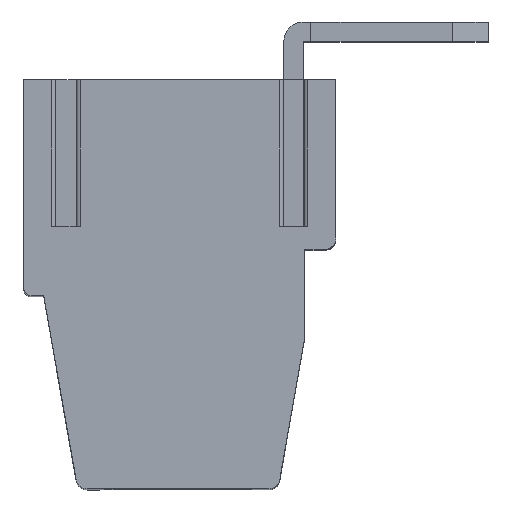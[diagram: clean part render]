
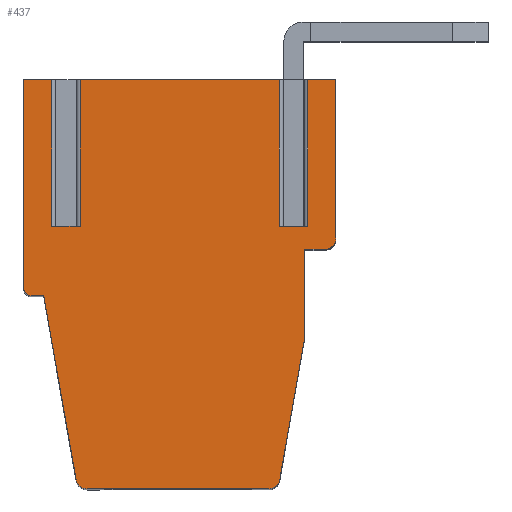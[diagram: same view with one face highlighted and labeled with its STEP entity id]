
A CAD part, top view. The second image highlights one B-rep face of the part: STEP entity #437.
In plain terms, the highlighted planar face has unit normal (0, 0, 1).
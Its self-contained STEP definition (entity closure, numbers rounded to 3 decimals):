
#437 = ADVANCED_FACE( '', ( #1005 ), #1006, .F. );
#1005 = FACE_OUTER_BOUND( '', #1697, .T. );
#1006 = PLANE( '', #1698 );
#1697 = EDGE_LOOP( '', ( #2974, #2975, #2976, #2977, #2978, #2979, #2980, #2981, #2982, #2983, #2984, #2985, #2986, #2987, #2988, #2989, #2990, #2991, #2992, #2993, #2994 ) );
#1698 = AXIS2_PLACEMENT_3D( '', #2995, #2996, #2997 );
#2974 = ORIENTED_EDGE( '', *, *, #4306, .T. );
#2975 = ORIENTED_EDGE( '', *, *, #4724, .T. );
#2976 = ORIENTED_EDGE( '', *, *, #4652, .T. );
#2977 = ORIENTED_EDGE( '', *, *, #4383, .T. );
#2978 = ORIENTED_EDGE( '', *, *, #4297, .T. );
#2979 = ORIENTED_EDGE( '', *, *, #4725, .F. );
#2980 = ORIENTED_EDGE( '', *, *, #4635, .T. );
#2981 = ORIENTED_EDGE( '', *, *, #4486, .T. );
#2982 = ORIENTED_EDGE( '', *, *, #4381, .T. );
#2983 = ORIENTED_EDGE( '', *, *, #4359, .F. );
#2984 = ORIENTED_EDGE( '', *, *, #4403, .T. );
#2985 = ORIENTED_EDGE( '', *, *, #4726, .T. );
#2986 = ORIENTED_EDGE( '', *, *, #4727, .T. );
#2987 = ORIENTED_EDGE( '', *, *, #4728, .T. );
#2988 = ORIENTED_EDGE( '', *, *, #4568, .T. );
#2989 = ORIENTED_EDGE( '', *, *, #4729, .F. );
#2990 = ORIENTED_EDGE( '', *, *, #4730, .F. );
#2991 = ORIENTED_EDGE( '', *, *, #4315, .T. );
#2992 = ORIENTED_EDGE( '', *, *, #4731, .T. );
#2993 = ORIENTED_EDGE( '', *, *, #4732, .T. );
#2994 = ORIENTED_EDGE( '', *, *, #4629, .T. );
#2995 = CARTESIAN_POINT( '', ( 81.952, 1.043, -37.5 ) );
#2996 = DIRECTION( '', ( 0., 0., -1. ) );
#2997 = DIRECTION( '', ( 0., -1., 0. ) );
#4297 = EDGE_CURVE( '', #5203, #5201, #5204, .T. );
#4306 = EDGE_CURVE( '', #5221, #5219, #5222, .T. );
#4315 = EDGE_CURVE( '', #5239, #5237, #5240, .T. );
#4359 = EDGE_CURVE( '', #5319, #5315, #5321, .T. );
#4381 = EDGE_CURVE( '', #5354, #5315, #5357, .T. );
#4383 = EDGE_CURVE( '', #5359, #5203, #5360, .T. );
#4403 = EDGE_CURVE( '', #5319, #5388, #5390, .T. );
#4486 = EDGE_CURVE( '', #5524, #5354, #5528, .T. );
#4568 = EDGE_CURVE( '', #5662, #5659, #5663, .T. );
#4629 = EDGE_CURVE( '', #5755, #5221, #5756, .T. );
#4635 = EDGE_CURVE( '', #5761, #5524, #5765, .T. );
#4652 = EDGE_CURVE( '', #5787, #5359, #5788, .T. );
#4724 = EDGE_CURVE( '', #5219, #5787, #5898, .T. );
#4725 = EDGE_CURVE( '', #5761, #5201, #5899, .T. );
#4726 = EDGE_CURVE( '', #5388, #5900, #5901, .T. );
#4727 = EDGE_CURVE( '', #5900, #5902, #5903, .T. );
#4728 = EDGE_CURVE( '', #5902, #5662, #5904, .T. );
#4729 = EDGE_CURVE( '', #5905, #5659, #5906, .T. );
#4730 = EDGE_CURVE( '', #5239, #5905, #5907, .T. );
#4731 = EDGE_CURVE( '', #5237, #5908, #5909, .T. );
#4732 = EDGE_CURVE( '', #5908, #5755, #5910, .T. );
#5201 = VERTEX_POINT( '', #6525 );
#5203 = VERTEX_POINT( '', #6528 );
#5204 = LINE( '', #6529, #6530 );
#5219 = VERTEX_POINT( '', #6549 );
#5221 = VERTEX_POINT( '', #6551 );
#5222 = LINE( '', #6552, #6553 );
#5237 = VERTEX_POINT( '', #6572 );
#5239 = VERTEX_POINT( '', #6574 );
#5240 = LINE( '', #6575, #6576 );
#5315 = VERTEX_POINT( '', #6678 );
#5319 = VERTEX_POINT( '', #6683 );
#5321 = CIRCLE( '', #6686, 0.298 );
#5354 = VERTEX_POINT( '', #6732 );
#5357 = LINE( '', #6737, #6738 );
#5359 = VERTEX_POINT( '', #6740 );
#5360 = LINE( '', #6741, #6742 );
#5388 = VERTEX_POINT( '', #6782 );
#5390 = LINE( '', #6785, #6786 );
#5524 = VERTEX_POINT( '', #6985 );
#5528 = LINE( '', #6991, #6992 );
#5659 = VERTEX_POINT( '', #7174 );
#5662 = VERTEX_POINT( '', #7178 );
#5663 = LINE( '', #7179, #7180 );
#5755 = VERTEX_POINT( '', #7316 );
#5756 = LINE( '', #7317, #7318 );
#5761 = VERTEX_POINT( '', #7324 );
#5765 = CIRCLE( '', #7329, 0.198 );
#5787 = VERTEX_POINT( '', #7359 );
#5788 = LINE( '', #7360, #7361 );
#5898 = LINE( '', #7526, #7527 );
#5899 = LINE( '', #7528, #7529 );
#5900 = VERTEX_POINT( '', #7530 );
#5901 = CIRCLE( '', #7531, 0.298 );
#5902 = VERTEX_POINT( '', #7532 );
#5903 = LINE( '', #7533, #7534 );
#5904 = LINE( '', #7535, #7536 );
#5905 = VERTEX_POINT( '', #7537 );
#5906 = CIRCLE( '', #7538, 0.298 );
#5907 = LINE( '', #7539, #7540 );
#5908 = VERTEX_POINT( '', #7541 );
#5909 = LINE( '', #7542, #7543 );
#5910 = LINE( '', #7544, #7545 );
#6525 = CARTESIAN_POINT( '', ( 77.954, 1.043, -37.5 ) );
#6528 = CARTESIAN_POINT( '', ( 78.68, 1.043, -37.5 ) );
#6529 = CARTESIAN_POINT( '', ( 81.952, 1.043, -37.5 ) );
#6530 = VECTOR( '', #8239, 1000. );
#6549 = CARTESIAN_POINT( '', ( 79.42, 1.043, -37.5 ) );
#6551 = CARTESIAN_POINT( '', ( 84.58, 1.043, -37.5 ) );
#6552 = CARTESIAN_POINT( '', ( 81.952, 1.043, -37.5 ) );
#6553 = VECTOR( '', #8256, 1000. );
#6572 = CARTESIAN_POINT( '', ( 85.32, 1.043, -37.5 ) );
#6574 = CARTESIAN_POINT( '', ( 86.05, 1.043, -37.5 ) );
#6575 = CARTESIAN_POINT( '', ( 81.952, 1.043, -37.5 ) );
#6576 = VECTOR( '', #8273, 1000. );
#6678 = CARTESIAN_POINT( '', ( 79.305, -9.275, -37.5 ) );
#6683 = CARTESIAN_POINT( '', ( 79.602, -9.558, -37.5 ) );
#6686 = AXIS2_PLACEMENT_3D( '', #8336, #8337, #8338 );
#6732 = CARTESIAN_POINT( '', ( 78.473, -4.553, -37.5 ) );
#6737 = CARTESIAN_POINT( '', ( 78.473, -4.553, -37.5 ) );
#6738 = VECTOR( '', #8360, 1000. );
#6740 = CARTESIAN_POINT( '', ( 78.68, -2.757, -37.5 ) );
#6741 = CARTESIAN_POINT( '', ( 78.68, 1.043, -37.5 ) );
#6742 = VECTOR( '', #8361, 1000. );
#6782 = CARTESIAN_POINT( '', ( 84.302, -9.558, -37.5 ) );
#6785 = CARTESIAN_POINT( '', ( 79.602, -9.558, -37.5 ) );
#6786 = VECTOR( '', #8381, 1000. );
#6985 = CARTESIAN_POINT( '', ( 78.152, -4.553, -37.5 ) );
#6991 = CARTESIAN_POINT( '', ( 78.152, -4.553, -37.5 ) );
#6992 = VECTOR( '', #8453, 1000. );
#7174 = CARTESIAN_POINT( '', ( 85.752, -3.353, -37.5 ) );
#7178 = CARTESIAN_POINT( '', ( 85.236, -3.353, -37.5 ) );
#7179 = CARTESIAN_POINT( '', ( 85.236, -3.353, -37.5 ) );
#7180 = VECTOR( '', #8539, 1000. );
#7316 = CARTESIAN_POINT( '', ( 84.58, -2.757, -37.5 ) );
#7317 = CARTESIAN_POINT( '', ( 84.58, 1.043, -37.5 ) );
#7318 = VECTOR( '', #8592, 1000. );
#7324 = CARTESIAN_POINT( '', ( 77.954, -4.355, -37.5 ) );
#7329 = AXIS2_PLACEMENT_3D( '', #8601, #8602, #8603 );
#7359 = CARTESIAN_POINT( '', ( 79.42, -2.757, -37.5 ) );
#7360 = CARTESIAN_POINT( '', ( 79.37, -2.757, -37.5 ) );
#7361 = VECTOR( '', #8621, 1000. );
#7526 = CARTESIAN_POINT( '', ( 79.42, 1.043, -37.5 ) );
#7527 = VECTOR( '', #8684, 1000. );
#7528 = CARTESIAN_POINT( '', ( 77.954, -4.355, -37.5 ) );
#7529 = VECTOR( '', #8685, 1000. );
#7530 = CARTESIAN_POINT( '', ( 84.599, -9.275, -37.5 ) );
#7531 = AXIS2_PLACEMENT_3D( '', #8686, #8687, #8688 );
#7532 = CARTESIAN_POINT( '', ( 85.236, -5.661, -37.5 ) );
#7533 = CARTESIAN_POINT( '', ( 84.595, -9.298, -37.5 ) );
#7534 = VECTOR( '', #8689, 1000. );
#7535 = CARTESIAN_POINT( '', ( 85.236, -5.661, -37.5 ) );
#7536 = VECTOR( '', #8690, 1000. );
#7537 = CARTESIAN_POINT( '', ( 86.05, -3.055, -37.5 ) );
#7538 = AXIS2_PLACEMENT_3D( '', #8691, #8692, #8693 );
#7539 = CARTESIAN_POINT( '', ( 86.05, 1.043, -37.5 ) );
#7540 = VECTOR( '', #8694, 1000. );
#7541 = CARTESIAN_POINT( '', ( 85.32, -2.757, -37.5 ) );
#7542 = CARTESIAN_POINT( '', ( 85.32, 1.043, -37.5 ) );
#7543 = VECTOR( '', #8695, 1000. );
#7544 = CARTESIAN_POINT( '', ( 85.27, -2.757, -37.5 ) );
#7545 = VECTOR( '', #8696, 1000. );
#8239 = DIRECTION( '', ( -1., 0., 0. ) );
#8256 = DIRECTION( '', ( -1., 0., 0. ) );
#8273 = DIRECTION( '', ( -1., 0., 0. ) );
#8336 = CARTESIAN_POINT( '', ( 79.602, -9.26, -37.5 ) );
#8337 = DIRECTION( '', ( 0., 0., -1. ) );
#8338 = DIRECTION( '', ( 0., -1., 0. ) );
#8360 = DIRECTION( '', ( 0.174, -0.985, 0. ) );
#8361 = DIRECTION( '', ( 0., 1., 0. ) );
#8381 = DIRECTION( '', ( 1., 0., 0. ) );
#8453 = DIRECTION( '', ( 1., 0., 0. ) );
#8539 = DIRECTION( '', ( 1., 0., 0. ) );
#8592 = DIRECTION( '', ( 0., 1., 0. ) );
#8601 = CARTESIAN_POINT( '', ( 78.152, -4.355, -37.5 ) );
#8602 = DIRECTION( '', ( 0., 0., 1. ) );
#8603 = DIRECTION( '', ( -1., 0., 0. ) );
#8621 = DIRECTION( '', ( -1., 0., 0. ) );
#8684 = DIRECTION( '', ( 0., -1., 0. ) );
#8685 = DIRECTION( '', ( 0., 1., 0. ) );
#8686 = CARTESIAN_POINT( '', ( 84.302, -9.26, -37.5 ) );
#8687 = DIRECTION( '', ( 0., 0., 1. ) );
#8688 = DIRECTION( '', ( 0., -1., 0. ) );
#8689 = DIRECTION( '', ( 0.174, 0.985, 0. ) );
#8690 = DIRECTION( '', ( 0., 1., 0. ) );
#8691 = CARTESIAN_POINT( '', ( 85.752, -3.055, -37.5 ) );
#8692 = DIRECTION( '', ( 0., 0., -1. ) );
#8693 = DIRECTION( '', ( 1., 0., 0. ) );
#8694 = DIRECTION( '', ( 0., -1., 0. ) );
#8695 = DIRECTION( '', ( 0., -1., 0. ) );
#8696 = DIRECTION( '', ( -1., 0., 0. ) );
